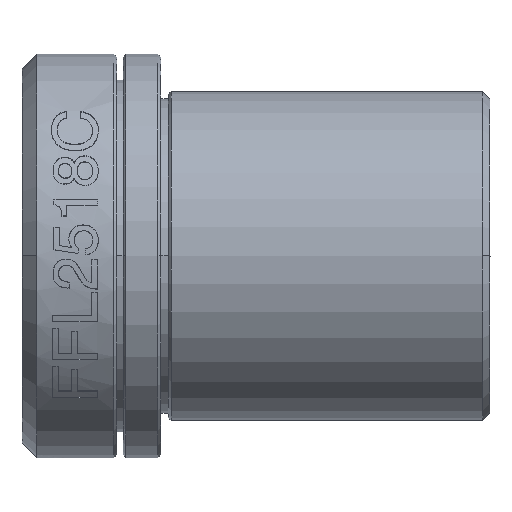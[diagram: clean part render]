
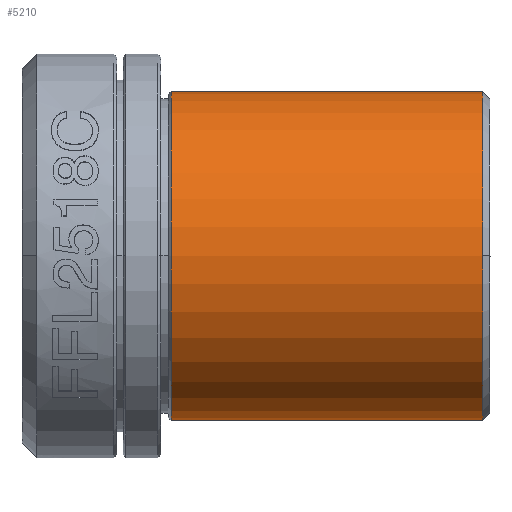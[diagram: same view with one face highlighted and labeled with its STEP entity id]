
A CAD part, top view. The second image highlights one B-rep face of the part: STEP entity #5210.
In plain terms, the highlighted cylindrical face has radius 11 mm (diameter 22 mm), a partial arc.
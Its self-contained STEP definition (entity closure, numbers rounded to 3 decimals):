
#1022=CARTESIAN_POINT('',(77.16,0.,0.));
#1023=DIRECTION('',(1.,0.,0.));
#1024=DIRECTION('',(0.,1.,0.));
#1025=AXIS2_PLACEMENT_3D('',#1022,#1023,#1024);
#1027=DIRECTION('',(1.,0.,0.));
#1028=VECTOR('',#1027,20.8);
#1029=CARTESIAN_POINT('',(77.16,-11.,0.));
#1030=LINE('',#1029,#1028);
#1031=DIRECTION('',(-1.,0.,0.));
#1032=VECTOR('',#1031,20.8);
#1033=CARTESIAN_POINT('',(97.96,11.,0.));
#1034=LINE('',#1033,#1032);
#1053=CARTESIAN_POINT('',(97.96,0.,0.));
#1054=DIRECTION('',(-1.,0.,0.));
#1055=DIRECTION('',(0.,-1.,0.));
#1056=AXIS2_PLACEMENT_3D('',#1053,#1054,#1055);
#1081=CARTESIAN_POINT('',(97.96,0.,0.));
#1082=DIRECTION('',(-1.,0.,0.));
#1083=DIRECTION('',(0.,0.,1.));
#1084=AXIS2_PLACEMENT_3D('',#1081,#1082,#1083);
#4337=CARTESIAN_POINT('',(77.16,11.,0.));
#4338=CARTESIAN_POINT('',(77.16,-11.,0.));
#4339=VERTEX_POINT('',#4337);
#4340=VERTEX_POINT('',#4338);
#4341=CARTESIAN_POINT('',(97.96,11.,0.));
#4342=VERTEX_POINT('',#4341);
#4343=CARTESIAN_POINT('',(97.96,0.,11.));
#4344=VERTEX_POINT('',#4343);
#4345=CARTESIAN_POINT('',(97.96,-11.,0.));
#4346=VERTEX_POINT('',#4345);
#5194=CARTESIAN_POINT('',(87.56,0.,0.));
#5195=DIRECTION('',(1.,0.,0.));
#5196=DIRECTION('',(0.,1.,0.));
#5197=AXIS2_PLACEMENT_3D('',#5194,#5195,#5196);
#5198=CYLINDRICAL_SURFACE('',#5197,11.);
#5199=ORIENTED_EDGE('',*,*,#5177,.F.);
#5201=ORIENTED_EDGE('',*,*,#5200,.F.);
#5203=ORIENTED_EDGE('',*,*,#5202,.F.);
#5205=ORIENTED_EDGE('',*,*,#5204,.F.);
#5207=ORIENTED_EDGE('',*,*,#5206,.F.);
#5208=EDGE_LOOP('',(#5199,#5201,#5203,#5205,#5207));
#5209=FACE_OUTER_BOUND('',#5208,.F.);
#1026=CIRCLE('',#1025,11.);
#1057=CIRCLE('',#1056,11.);
#1085=CIRCLE('',#1084,11.);
#5177=EDGE_CURVE('',#4339,#4340,#1026,.T.);
#5200=EDGE_CURVE('',#4342,#4339,#1034,.T.);
#5202=EDGE_CURVE('',#4344,#4342,#1085,.T.);
#5204=EDGE_CURVE('',#4346,#4344,#1057,.T.);
#5206=EDGE_CURVE('',#4340,#4346,#1030,.T.);
#5210=ADVANCED_FACE('',(#5209),#5198,.T.);
